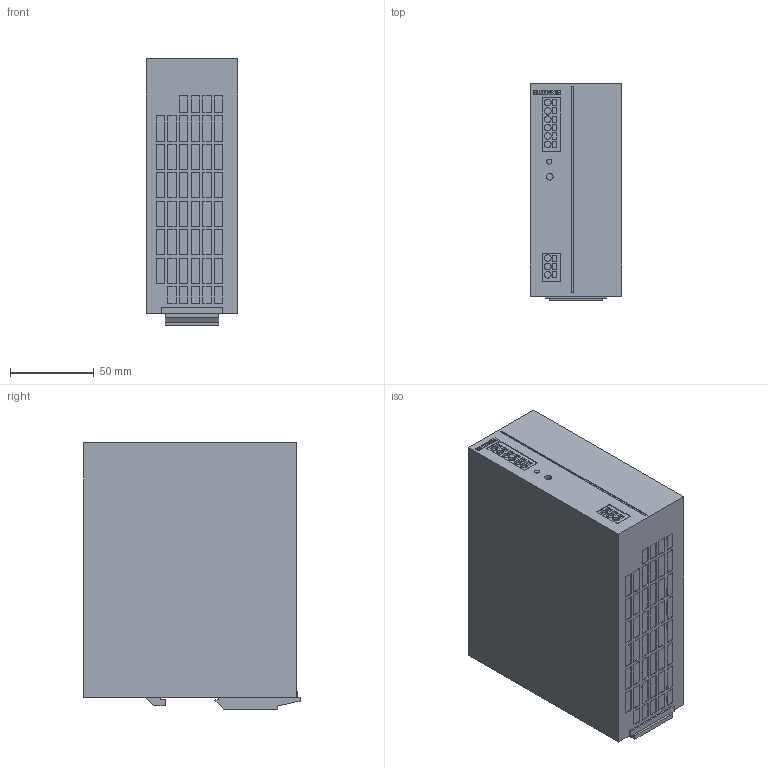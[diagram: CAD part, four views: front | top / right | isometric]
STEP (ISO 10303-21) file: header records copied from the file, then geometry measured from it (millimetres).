
FILE_DESCRIPTION (( 'STEP AP214' ), '1' );
FILE_NAME ('327185.STEP', '2021-01-05T09:48:06', ( '' ), ( '' ), 'SwSTEP 2.0', 'SolidWorks 2018', '' );
FILE_SCHEMA (( 'AUTOMOTIVE_DESIGN' ));
Length unit declared in the file: millimetre
Products named in the file (1): 327185
Bounding box: 55 x 129.3 x 159.1 mm (x, y, z)
Volume: 1068978.4 mm3; surface area: 73171.2 mm2
Topology: 1 solids, 1 shells, 769 faces, 1918 edges, 1278 vertices
Faces by surface type: plane 745, cylinder 24
Entity records: 22478 total; most frequent: CARTESIAN_POINT 3966, ORIENTED_EDGE 3836, DIRECTION 3506, EDGE_CURVE 1918, VECTOR 1870, LINE 1870, VERTEX_POINT 1278, EDGE_LOOP 896
